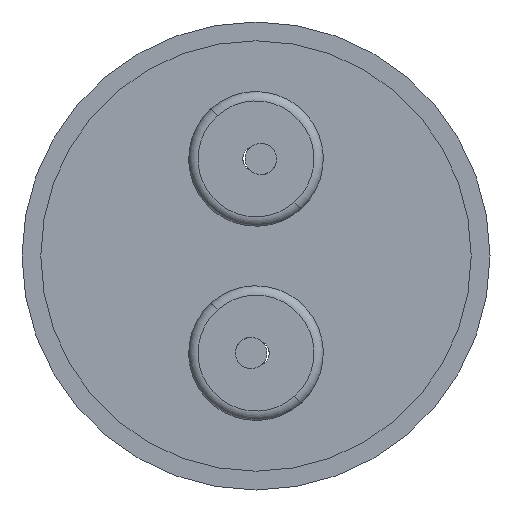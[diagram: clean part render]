
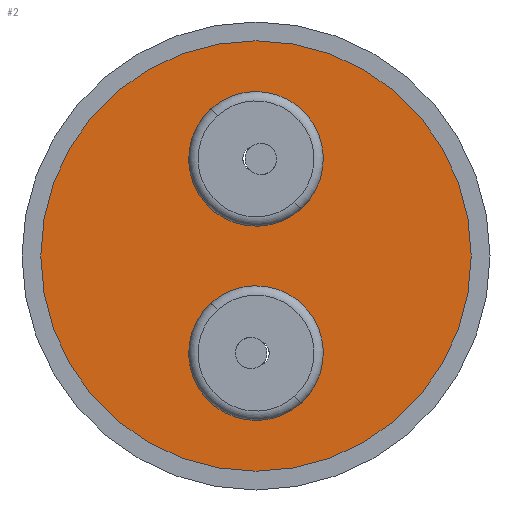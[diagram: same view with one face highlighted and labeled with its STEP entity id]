
A CAD part, front view. The second image highlights one B-rep face of the part: STEP entity #2.
In plain terms, the highlighted planar face has unit normal (0, -1, 0).
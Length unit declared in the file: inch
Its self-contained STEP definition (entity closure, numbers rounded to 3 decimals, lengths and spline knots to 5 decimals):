
#2 = ADVANCED_FACE ( 'NONE', ( #1468, #1925, #1467 ), #1055, .F. ) ;
#74 = CARTESIAN_POINT ( 'NONE',  ( 0., 0.47, 0.3435 ) ) ;
#114 = DIRECTION ( 'NONE',  ( 0., 0., 1. ) ) ;
#115 = DIRECTION ( 'NONE',  ( 0., 1., 0. ) ) ;
#116 = CARTESIAN_POINT ( 'NONE',  ( 0., 0.47, 0. ) ) ;
#122 = DIRECTION ( 'NONE',  ( 0., 0., 1. ) ) ;
#123 = DIRECTION ( 'NONE',  ( 0., 1., 0. ) ) ;
#124 = CARTESIAN_POINT ( 'NONE',  ( 0., 0.47, -0.155 ) ) ;
#152 = DIRECTION ( 'NONE',  ( 0., 0., 1. ) ) ;
#153 = DIRECTION ( 'NONE',  ( 0., 1., 0. ) ) ;
#154 = CARTESIAN_POINT ( 'NONE',  ( 0., 0.47, 0.155 ) ) ;
#308 = DIRECTION ( 'NONE',  ( 0., 0., 1. ) ) ;
#315 = DIRECTION ( 'NONE',  ( 0., 1., 0. ) ) ;
#321 = CARTESIAN_POINT ( 'NONE',  ( 0., 0.47, -0.155 ) ) ;
#381 = DIRECTION ( 'NONE',  ( 0., 0., 1. ) ) ;
#382 = DIRECTION ( 'NONE',  ( 0., 1., 0. ) ) ;
#383 = CARTESIAN_POINT ( 'NONE',  ( 0., 0.47, 0.155 ) ) ;
#420 = DIRECTION ( 'NONE',  ( 0., 0., 1. ) ) ;
#421 = DIRECTION ( 'NONE',  ( 0., 1., 0. ) ) ;
#422 = CARTESIAN_POINT ( 'NONE',  ( 0., 0.47, 0. ) ) ;
#644 = CARTESIAN_POINT ( 'NONE',  ( -0.07798, 0.47, 0.10342 ) ) ;
#671 = CARTESIAN_POINT ( 'NONE',  ( 0.07798, 0.47, 0.20658 ) ) ;
#688 = CARTESIAN_POINT ( 'NONE',  ( 0., 0.47, -0.3435 ) ) ;
#722 = CARTESIAN_POINT ( 'NONE',  ( -0.07798, 0.47, -0.20658 ) ) ;
#727 = CARTESIAN_POINT ( 'NONE',  ( 0.07798, 0.47, -0.10342 ) ) ;
#772 = AXIS2_PLACEMENT_3D ( 'NONE', #116, #115, #114 ) ;
#774 = AXIS2_PLACEMENT_3D ( 'NONE', #124, #123, #122 ) ;
#780 = AXIS2_PLACEMENT_3D ( 'NONE', #154, #153, #152 ) ;
#823 = AXIS2_PLACEMENT_3D ( 'NONE', #383, #382, #381 ) ;
#829 = AXIS2_PLACEMENT_3D ( 'NONE', #422, #421, #420 ) ;
#837 = AXIS2_PLACEMENT_3D ( 'NONE', #321, #315, #308 ) ;
#933 = AXIS2_PLACEMENT_3D ( 'NONE', #1042, #1043, #1045 ) ;
#944 = EDGE_CURVE ( 'NONE', #1637, #1638, #1310, .T. ) ;
#960 = EDGE_CURVE ( 'NONE', #1706, #1624, #1287, .T. ) ;
#969 = EDGE_CURVE ( 'NONE', #1659, #1651, #1277, .T. ) ;
#1042 = CARTESIAN_POINT ( 'NONE',  ( 0., 0.47, 0. ) ) ;
#1043 = DIRECTION ( 'NONE',  ( 0., 1., 0. ) ) ;
#1045 = DIRECTION ( 'NONE',  ( 1., 0., 0. ) ) ;
#1055 = PLANE ( 'NONE',  #933 ) ;
#1103 = EDGE_CURVE ( 'NONE', #1651, #1659, #1170, .T. ) ;
#1109 = EDGE_CURVE ( 'NONE', #1638, #1637, #1163, .T. ) ;
#1111 = EDGE_CURVE ( 'NONE', #1624, #1706, #1161, .T. ) ;
#1161 = CIRCLE ( 'NONE', #772, 0.3435 ) ;
#1163 = CIRCLE ( 'NONE', #774, 0.0935 ) ;
#1170 = CIRCLE ( 'NONE', #780, 0.0935 ) ;
#1277 = CIRCLE ( 'NONE', #823, 0.0935 ) ;
#1287 = CIRCLE ( 'NONE', #829, 0.3435 ) ;
#1310 = CIRCLE ( 'NONE', #837, 0.0935 ) ;
#1467 = FACE_BOUND ( 'NONE', #1776, .T. ) ;
#1468 = FACE_BOUND ( 'NONE', #1777, .T. ) ;
#1624 = VERTEX_POINT ( 'NONE', #74 ) ;
#1637 = VERTEX_POINT ( 'NONE', #727 ) ;
#1638 = VERTEX_POINT ( 'NONE', #722 ) ;
#1651 = VERTEX_POINT ( 'NONE', #671 ) ;
#1659 = VERTEX_POINT ( 'NONE', #644 ) ;
#1706 = VERTEX_POINT ( 'NONE', #688 ) ;
#1773 = EDGE_LOOP ( 'NONE', ( #1885, #1889 ) ) ;
#1776 = EDGE_LOOP ( 'NONE', ( #1899, #1890 ) ) ;
#1777 = EDGE_LOOP ( 'NONE', ( #1883, #1884 ) ) ;
#1883 = ORIENTED_EDGE ( 'NONE', *, *, #1103, .T. ) ;
#1884 = ORIENTED_EDGE ( 'NONE', *, *, #969, .T. ) ;
#1885 = ORIENTED_EDGE ( 'NONE', *, *, #1111, .F. ) ;
#1889 = ORIENTED_EDGE ( 'NONE', *, *, #960, .F. ) ;
#1890 = ORIENTED_EDGE ( 'NONE', *, *, #944, .T. ) ;
#1899 = ORIENTED_EDGE ( 'NONE', *, *, #1109, .T. ) ;
#1925 = FACE_OUTER_BOUND ( 'NONE', #1773, .T. ) ;
